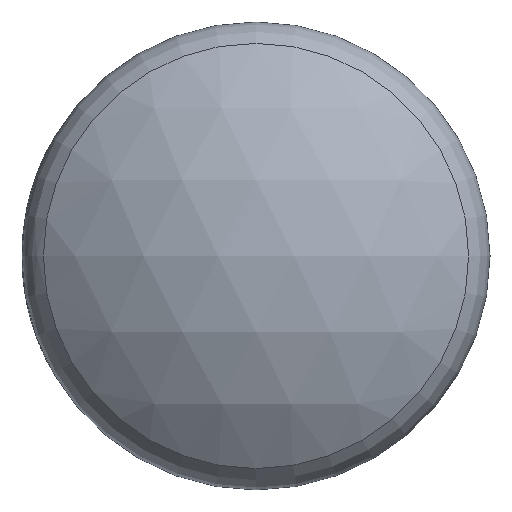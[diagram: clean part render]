
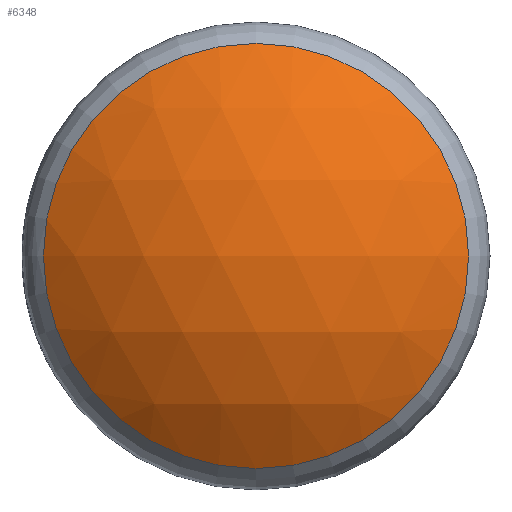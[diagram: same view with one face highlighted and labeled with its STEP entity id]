
A CAD part, left-side view. The second image highlights one B-rep face of the part: STEP entity #6348.
In plain terms, the highlighted spherical face has radius 47.168 mm.
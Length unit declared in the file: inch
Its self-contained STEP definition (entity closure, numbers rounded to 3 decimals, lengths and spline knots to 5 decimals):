
#14=SPHERICAL_SURFACE('',#6689,1.857);
#753=FACE_OUTER_BOUND('',#1148,.T.);
#1148=EDGE_LOOP('',(#5923));
#1284=CIRCLE('',#6688,1.13582);
#3106=VERTEX_POINT('',#14257);
#4045=EDGE_CURVE('',#3106,#3106,#1284,.T.);
#5923=ORIENTED_EDGE('',*,*,#4045,.F.);
#6348=ADVANCED_FACE('',(#753),#14,.T.);
#6688=AXIS2_PLACEMENT_3D('',#14258,#7781,#7782);
#6689=AXIS2_PLACEMENT_3D('',#14259,#7783,#7784);
#7781=DIRECTION('center_axis',(1.,0.,0.));
#7782=DIRECTION('ref_axis',(0.,-1.,0.));
#7783=DIRECTION('center_axis',(0.,0.,1.));
#7784=DIRECTION('ref_axis',(1.,0.,0.));
#14257=CARTESIAN_POINT('',(0.38787,1.13582,0.));
#14258=CARTESIAN_POINT('Origin',(0.38787,0.,
0.));
#14259=CARTESIAN_POINT('Origin',(1.857,0.,0.));
